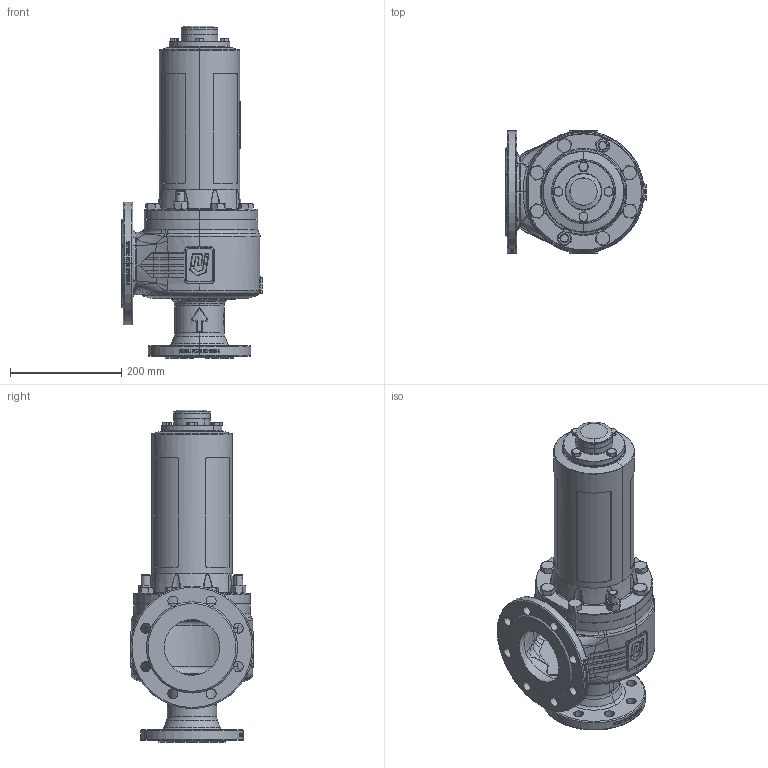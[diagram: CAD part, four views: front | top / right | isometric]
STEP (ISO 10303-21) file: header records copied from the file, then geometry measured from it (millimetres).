
FILE_DESCRIPTION(('HOOPS Exchange Step'),'2;1');
FILE_NAME('SF0400_DN65_DN65-100.stp','2025-06-26T08:47:12+02:00',('nieru'),('Unknown organisation'),'HOOPS Exchange 2024.2','HOOPS Exchange','Unknown authorisation');
FILE_SCHEMA( ('AP203_CONFIGURATION_CONTROLLED_3D_DESIGN_OF_MECHANICAL_PARTS_AND_ASSEMBLIES_MIM_LF') );
Length unit declared in the file: millimetre
Products named in the file (2): 0; root
Assembly tree (1 placements, depth 2):
  root
    0
Bounding box: 253 x 221.05 x 596.75 mm (x, y, z)
Volume: 4010742.9 mm3; surface area: 891800.5 mm2
Topology: 19 solids, 19 shells, 2051 faces, 5116 edges, 3129 vertices
Faces by surface type: bspline 718, plane 520, cylinder 366, cone 239, torus 107, extrusion 100, sphere 1
Full cylindrical faces by diameter (mm): 63 x1, 65 x1
Entity records: 158914 total; most frequent: CARTESIAN_POINT 117269, ORIENTED_EDGE 10040, DIRECTION 6218, EDGE_CURVE 5020, VERTEX_POINT 3129, B_SPLINE_CURVE_WITH_KNOTS 2544, AXIS2_PLACEMENT_3D 2433, EDGE_LOOP 2257
